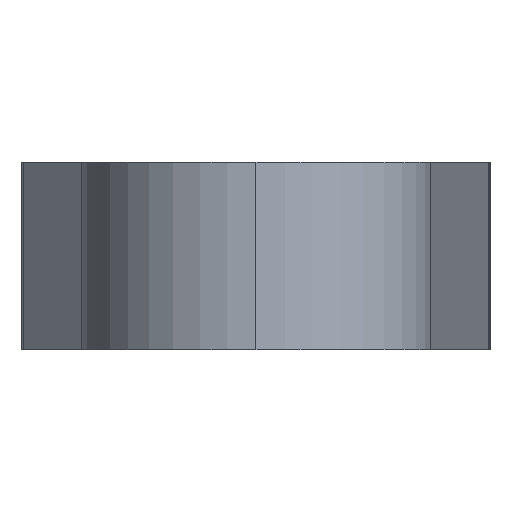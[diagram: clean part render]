
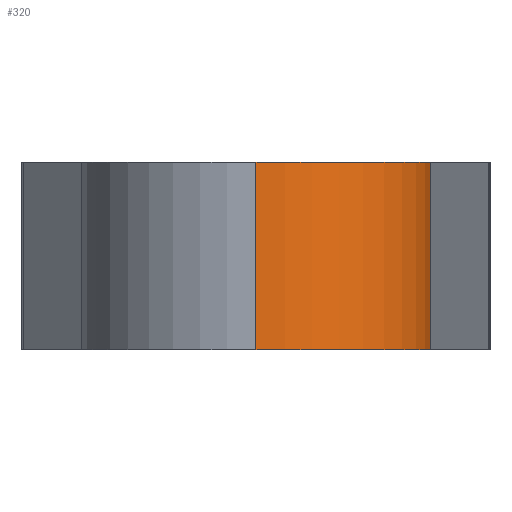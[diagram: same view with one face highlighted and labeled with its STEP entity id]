
A CAD part, left-side view. The second image highlights one B-rep face of the part: STEP entity #320.
In plain terms, the highlighted cylindrical face has radius 7.5 mm (diameter 15 mm), a partial arc.
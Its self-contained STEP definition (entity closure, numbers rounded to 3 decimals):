
#26 = AXIS2_PLACEMENT_3D ( 'NONE', #997, #1173, #224 ) ;
#54 = EDGE_LOOP ( 'NONE', ( #848, #271, #930, #544 ) ) ;
#68 = DIRECTION ( 'NONE',  ( 0., 0., 1. ) ) ;
#93 = CARTESIAN_POINT ( 'NONE',  ( -102.5, 0., 8. ) ) ;
#94 = VERTEX_POINT ( 'NONE', #610 ) ;
#175 = VERTEX_POINT ( 'NONE', #1232 ) ;
#178 = CARTESIAN_POINT ( 'NONE',  ( -103.25, -7.462, 8. ) ) ;
#191 = CARTESIAN_POINT ( 'NONE',  ( -103.25, -7.462, 0. ) ) ;
#215 = CIRCLE ( 'NONE', #26, 7.5 ) ;
#224 = DIRECTION ( 'NONE',  ( 1., 0., 0. ) ) ;
#271 = ORIENTED_EDGE ( 'NONE', *, *, #814, .T. ) ;
#281 = FACE_OUTER_BOUND ( 'NONE', #54, .T. ) ;
#320 = ADVANCED_FACE ( 'NONE', ( #281 ), #662, .T. ) ;
#369 = EDGE_CURVE ( 'NONE', #736, #411, #597, .T. ) ;
#411 = VERTEX_POINT ( 'NONE', #191 ) ;
#421 = DIRECTION ( 'NONE',  ( 0., 0., -1. ) ) ;
#459 = EDGE_CURVE ( 'NONE', #94, #411, #215, .T. ) ;
#467 = DIRECTION ( 'NONE',  ( 1., 0., 0. ) ) ;
#476 = AXIS2_PLACEMENT_3D ( 'NONE', #942, #68, #467 ) ;
#544 = ORIENTED_EDGE ( 'NONE', *, *, #369, .F. ) ;
#578 = CIRCLE ( 'NONE', #476, 7.5 ) ;
#590 = CARTESIAN_POINT ( 'NONE',  ( -103.25, -7.462, 8. ) ) ;
#597 = LINE ( 'NONE', #590, #628 ) ;
#608 = LINE ( 'NONE', #1083, #1101 ) ;
#610 = CARTESIAN_POINT ( 'NONE',  ( -110., 0., 0. ) ) ;
#628 = VECTOR ( 'NONE', #958, 1000. ) ;
#648 = AXIS2_PLACEMENT_3D ( 'NONE', #93, #946, #1053 ) ;
#662 = CYLINDRICAL_SURFACE ( 'NONE', #648, 7.5 ) ;
#736 = VERTEX_POINT ( 'NONE', #178 ) ;
#814 = EDGE_CURVE ( 'NONE', #175, #94, #608, .T. ) ;
#848 = ORIENTED_EDGE ( 'NONE', *, *, #1098, .F. ) ;
#930 = ORIENTED_EDGE ( 'NONE', *, *, #459, .T. ) ;
#942 = CARTESIAN_POINT ( 'NONE',  ( -102.5, 0., 8. ) ) ;
#946 = DIRECTION ( 'NONE',  ( 0., 0., -1. ) ) ;
#958 = DIRECTION ( 'NONE',  ( 0., 0., -1. ) ) ;
#997 = CARTESIAN_POINT ( 'NONE',  ( -102.5, 0., 0. ) ) ;
#1053 = DIRECTION ( 'NONE',  ( -1., 0., 0. ) ) ;
#1083 = CARTESIAN_POINT ( 'NONE',  ( -110., 0., 8. ) ) ;
#1098 = EDGE_CURVE ( 'NONE', #175, #736, #578, .T. ) ;
#1101 = VECTOR ( 'NONE', #421, 1000. ) ;
#1173 = DIRECTION ( 'NONE',  ( 0., 0., 1. ) ) ;
#1232 = CARTESIAN_POINT ( 'NONE',  ( -110., 0., 8. ) ) ;
